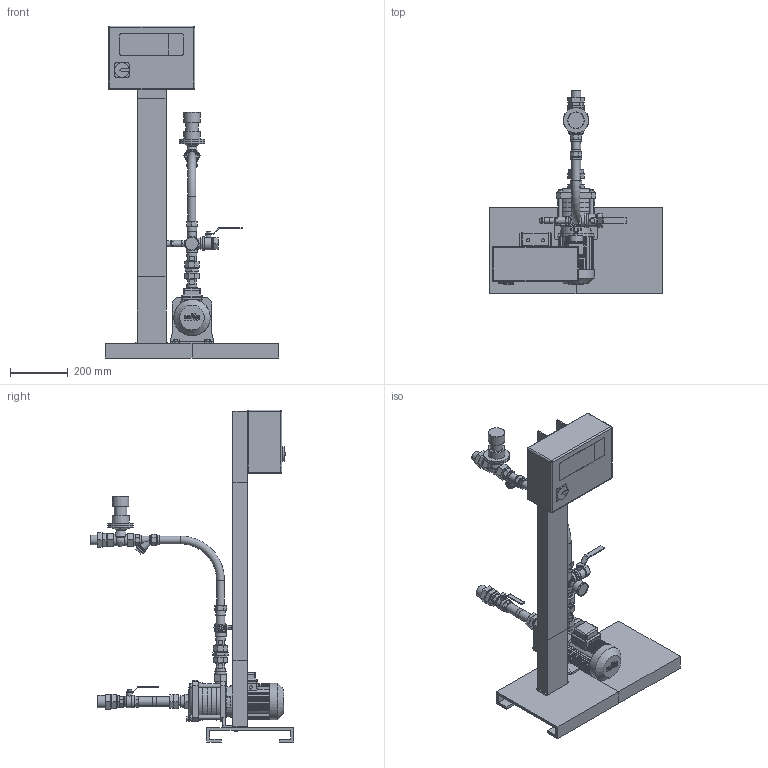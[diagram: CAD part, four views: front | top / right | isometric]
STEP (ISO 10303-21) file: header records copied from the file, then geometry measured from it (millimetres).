
FILE_DESCRIPTION(/* description */ (''),/* implementation_level */ '2;1');
FILE_NAME(/* name */ '3d_WEH-1-303-T_CE-4157255.stp',/* time_stamp */ '2020-11-04T13:31:03+01:00',/* author */ ('Andrzej'),/* organization */ (''),/* preprocessor_version */ 'ST-DEVELOPER v16.13',/* originating_system */ 'AutoCAD Mechanical',/* authorisation */ '');
FILE_SCHEMA (('AUTOMOTIVE_DESIGN { 1 0 10303 214 3 1 1 }'));
Length unit declared in the file: millimetre
Products named in the file (1): Product
Bounding box: 600 x 703.25 x 1150 mm (x, y, z)
Volume: 18589561.5 mm3; surface area: 2254397 mm2
Topology: 52 solids, 52 shells, 1131 faces, 2758 edges, 1797 vertices
Faces by surface type: plane 810, cylinder 239, bspline 37, cone 31, sphere 8, torus 6
Full cylindrical faces by diameter (mm): 11 x5, 11.8 x1, 12 x4, 12.8 x1, 13.454 x4, 14 x1, 15 x5, 15.7 x1, 17 x1, 17.2 x1, 18 x2, 18.1 x1, 18.8 x1, 19.2 x1, 20 x2, 22.8 x2, 26.9 x2, 27.3 x1, 29.7 x1, 30 x1, 32.4 x2, 33.7 x10, 34 x1, 34.8 x1, 36.4 x1, 38 x1, 38.1 x1, 39.4 x2, 39.7 x2, 41.5 x1
Entity records: 33212 total; most frequent: CARTESIAN_POINT 7052, DIRECTION 5332, ORIENTED_EDGE 5174, EDGE_CURVE 2587, LINE 1822, VECTOR 1822, AXIS2_PLACEMENT_3D 1755, VERTEX_POINT 1753
